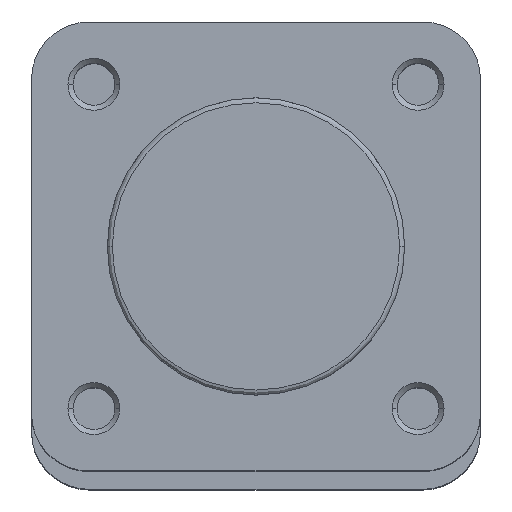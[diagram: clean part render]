
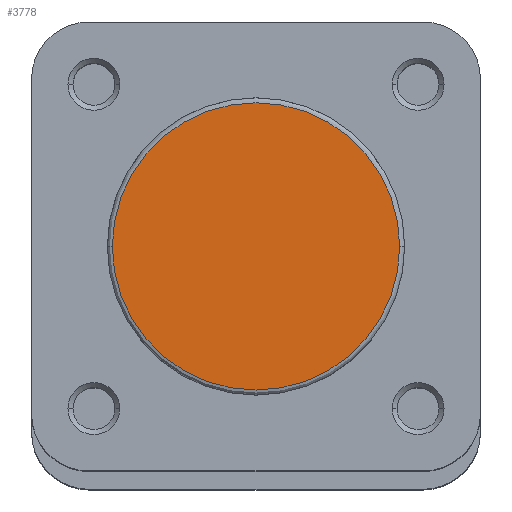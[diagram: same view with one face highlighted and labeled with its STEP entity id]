
A CAD part, top view. The second image highlights one B-rep face of the part: STEP entity #3778.
In plain terms, the highlighted planar face has unit normal (0, 0, 1).
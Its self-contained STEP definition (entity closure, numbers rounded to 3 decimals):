
#176 = VERTEX_POINT ( 'NONE', #376 ) ;
#177 = VERTEX_POINT ( 'NONE', #377 ) ;
#376 = CARTESIAN_POINT ( 'NONE',  ( 14.4, 0., 0. ) ) ;
#377 = CARTESIAN_POINT ( 'NONE',  ( -14.4, 0., 0. ) ) ;
#762 = CARTESIAN_POINT ( 'NONE',  ( 0., 0., 0. ) ) ;
#763 = DIRECTION ( 'NONE',  ( 0., 0., 1. ) ) ;
#764 = DIRECTION ( 'NONE',  ( -1., 0., 0. ) ) ;
#875 = CARTESIAN_POINT ( 'NONE',  ( 0., 0., 0. ) ) ;
#877 = DIRECTION ( 'NONE',  ( 0., 0., 1. ) ) ;
#878 = DIRECTION ( 'NONE',  ( -1., 0., 0. ) ) ;
#1278 = AXIS2_PLACEMENT_3D ( 'NONE', #875, #877, #878 ) ;
#1300 = AXIS2_PLACEMENT_3D ( 'NONE', #762, #763, #764 ) ;
#1421 = EDGE_CURVE ( 'NONE', #176, #177, #4267, .T. ) ;
#1467 = EDGE_CURVE ( 'NONE', #177, #176, #4337, .T. ) ;
#1682 = EDGE_LOOP ( 'NONE', ( #1935, #1948 ) ) ;
#1935 = ORIENTED_EDGE ( 'NONE', *, *, #1467, .T. ) ;
#1948 = ORIENTED_EDGE ( 'NONE', *, *, #1421, .T. ) ;
#2820 = CARTESIAN_POINT ( 'NONE',  ( 0., 14.9, 0. ) ) ;
#2821 = PLANE ( 'NONE',  #3379 ) ;
#2823 = DIRECTION ( 'NONE',  ( 0., 0., -1. ) ) ;
#2824 = DIRECTION ( 'NONE',  ( -1., 0., 0. ) ) ;
#3379 = AXIS2_PLACEMENT_3D ( 'NONE', #2820, #2823, #2824 ) ;
#3493 = FACE_OUTER_BOUND ( 'NONE', #1682, .T. ) ;
#3778 = ADVANCED_FACE ( 'NONE', ( #3493 ), #2821, .F. ) ;
#4267 = CIRCLE ( 'NONE', #1300, 14.4 ) ;
#4337 = CIRCLE ( 'NONE', #1278, 14.4 ) ;
